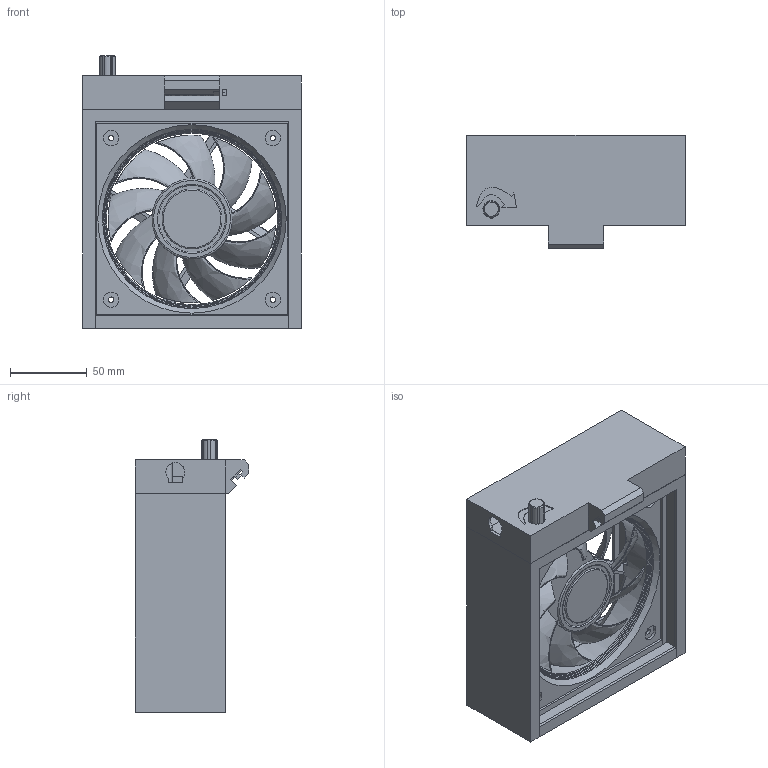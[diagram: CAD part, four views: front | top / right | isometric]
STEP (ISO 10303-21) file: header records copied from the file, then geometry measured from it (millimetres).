
FILE_DESCRIPTION(/* description */ ('','CAx-IF Rec.Pracs.---Representation and Presentation of Product Manufacturing Information (PMI)---4.0---2014-10-13'),/* implementation_level */ '2;1');
FILE_NAME(/* name */ 'Fume_Extractor.step',/* time_stamp */ '2025-02-28T01:47:46-08:00',/* author */ (''),/* organization */ (''),/* preprocessor_version */ 'ST-DEVELOPER v20',/* originating_system */ 'Autodesk Translation Framework v13.20.0.188',/* authorisation */ '');
FILE_SCHEMA (('AP242_MANAGED_MODEL_BASED_3D_ENGINEERING_MIM_LF { 1 0 10303 442 1 1 4 }'));
Length unit declared in the file: millimetre
Products named in the file (6): Fume_Extractor; NF_A12x25_stp; Frame; Fan; PCB; Component2
Assembly tree (5 placements, depth 3):
  Fume_Extractor
    NF_A12x25_stp
      Frame
      Fan
    PCB
    Component2
Bounding box: 142 x 73.76 x 177 mm (x, y, z)
Volume: 343869.8 mm3; surface area: 226683.2 mm2
Topology: 9 solids, 9 shells, 677 faces, 1756 edges, 1154 vertices
Faces by surface type: plane 409, cylinder 207, bspline 32, cone 21, torus 8
Full cylindrical faces by diameter (mm): 2 x16, 2.9 x6, 3.54 x14, 4.3 x8, 6.14 x3, 6.4 x1, 6.9 x5, 10 x4, 10.36 x1, 11.96 x1, 52 x1, 111.5 x1, 116.5 x1
Entity records: 26307 total; most frequent: CARTESIAN_POINT 9253, ORIENTED_EDGE 3512, DIRECTION 3427, EDGE_CURVE 1756, LINE 1175, VECTOR 1175, VERTEX_POINT 1154, AXIS2_PLACEMENT_3D 1126
